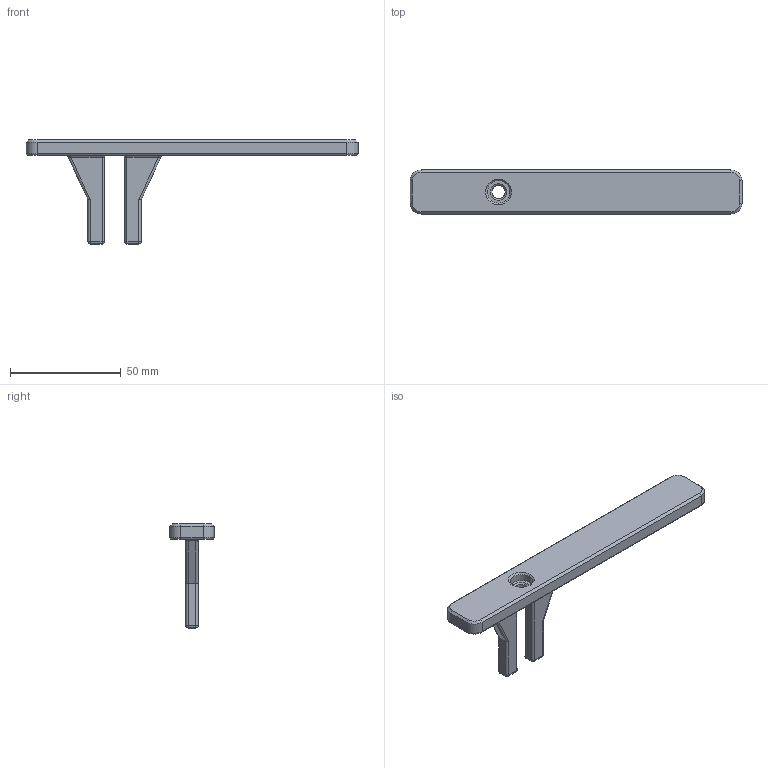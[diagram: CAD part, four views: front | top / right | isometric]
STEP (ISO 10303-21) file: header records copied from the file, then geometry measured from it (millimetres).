
FILE_DESCRIPTION (( 'STEP AP203' ), '1' );
FILE_NAME ('paw.STEP', '2025-12-17T23:31:32', ( '' ), ( '' ), 'SwSTEP 2.0', 'SolidWorks 2025', '' );
FILE_SCHEMA (( 'CONFIG_CONTROL_DESIGN' ));
Length unit declared in the file: millimetre
Products named in the file (1): paw
Bounding box: 150 x 20 x 47 mm (x, y, z)
Volume: 24484.7 mm3; surface area: 10214.2 mm2
Topology: 1 solids, 1 shells, 95 faces, 216 edges, 116 vertices
Faces by surface type: cylinder 40, plane 23, cone 10, sphere 8, torus 8, bspline 6
Entity records: 2887 total; most frequent: CARTESIAN_POINT 760, DIRECTION 452, ORIENTED_EDGE 416, EDGE_CURVE 208, AXIS2_PLACEMENT_3D 176, VERTEX_POINT 116, VECTOR 100, LINE 100
